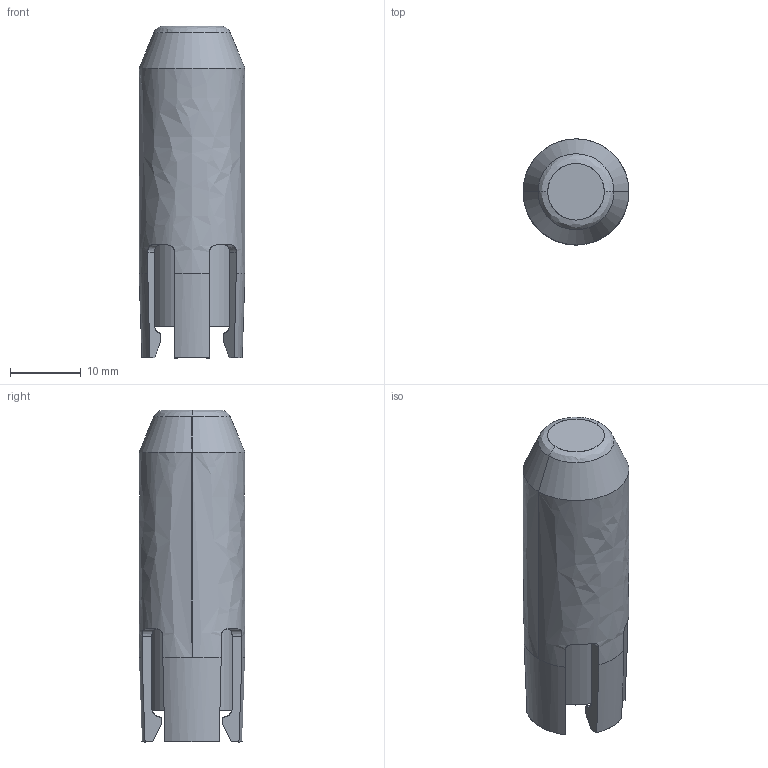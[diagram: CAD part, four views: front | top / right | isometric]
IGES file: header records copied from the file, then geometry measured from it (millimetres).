
Start section: SolidWorks IGES file using analytic representation for surfaces
Global section: file name: AC-25-GU-10.IGS,15; native system: HSolidWorks 2007; preprocessor: SolidWorks 2007; author: 8sw; date: 090501.152137; units: millimetre
Bounding box: 15 x 15 x 47 mm (x, y, z)
Surface area: 6292.6 mm2 (no closed solid volume)
Topology: 0 solids, 0 shells, 63 faces, 790 edges, 786 vertices
Faces by surface type: revolution 33, bspline 30
